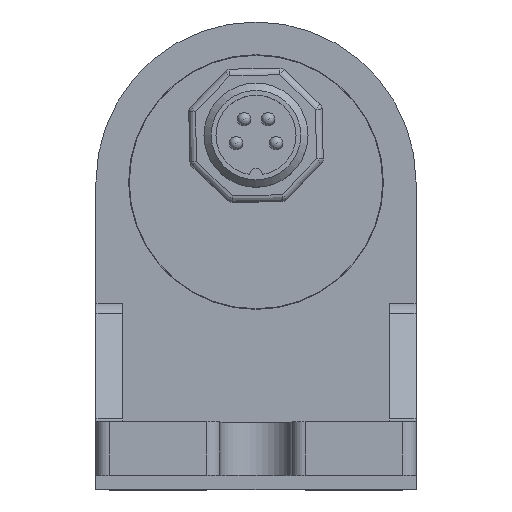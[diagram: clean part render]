
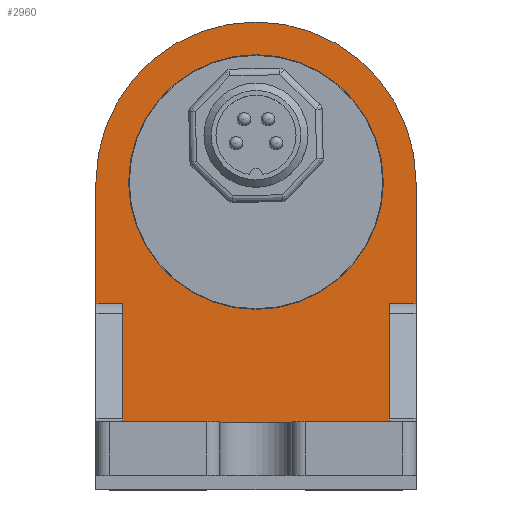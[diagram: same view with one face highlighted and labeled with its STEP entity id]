
A CAD part, top view. The second image highlights one B-rep face of the part: STEP entity #2960.
In plain terms, the highlighted planar face has unit normal (0, 0, 1).
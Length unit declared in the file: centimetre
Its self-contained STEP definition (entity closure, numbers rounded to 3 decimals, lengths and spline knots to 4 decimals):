
#1149=VERTEX_POINT('',#10324);
#1150=VERTEX_POINT('',#10326);
#1172=VERTEX_POINT('',#10385);
#1175=VERTEX_POINT('',#10390);
#1176=VERTEX_POINT('',#10397);
#1177=VERTEX_POINT('',#10399);
#1178=VERTEX_POINT('',#10403);
#1179=VERTEX_POINT('',#10405);
#1180=VERTEX_POINT('',#10410);
#1534=EDGE_CURVE('',#1150,#1149,#4227,.T.);
#1568=EDGE_CURVE('',#1175,#1172,#4246,.T.);
#1572=EDGE_CURVE('',#1176,#1177,#4249,.T.);
#1574=EDGE_CURVE('',#1178,#1175,#4250,.T.);
#1575=EDGE_CURVE('',#1179,#1178,#3803,.T.);
#1576=EDGE_CURVE('',#1177,#1179,#4251,.T.);
#1577=EDGE_CURVE('',#1176,#1150,#4252,.T.);
#1578=EDGE_CURVE('',#1149,#1172,#4253,.T.);
#1579=EDGE_CURVE('',#1180,#1180,#3804,.T.);
#2334=ORIENTED_EDGE('',*,*,#1568,.F.);
#2335=ORIENTED_EDGE('',*,*,#1574,.F.);
#2336=ORIENTED_EDGE('',*,*,#1575,.F.);
#2337=ORIENTED_EDGE('',*,*,#1576,.F.);
#2338=ORIENTED_EDGE('',*,*,#1572,.F.);
#2339=ORIENTED_EDGE('',*,*,#1577,.T.);
#2340=ORIENTED_EDGE('',*,*,#1534,.T.);
#2341=ORIENTED_EDGE('',*,*,#1578,.T.);
#2342=ORIENTED_EDGE('',*,*,#1579,.F.);
#2588=EDGE_LOOP('',(#2334,#2335,#2336,#2337,#2338,#2339,#2340,#2341));
#2589=EDGE_LOOP('',(#2342));
#2788=FACE_BOUND('',#2588,.T.);
#2789=FACE_BOUND('',#2589,.T.);
#2960=ADVANCED_FACE('',(#2788,#2789),#7408,.T.);
#3803=CIRCLE('',#6951,1.2);
#3804=CIRCLE('',#6952,0.955);
#4227=LINE('',#10325,#7290);
#4246=LINE('',#10391,#7309);
#4249=LINE('',#10398,#7312);
#4250=LINE('',#10402,#7313);
#4251=LINE('',#10406,#7314);
#4252=LINE('',#10407,#7315);
#4253=LINE('',#10408,#7316);
#6950=AXIS2_PLACEMENT_3D('',#10401,#8724,$);
#6951=AXIS2_PLACEMENT_3D('',#10404,#8726,#8727);
#6952=AXIS2_PLACEMENT_3D('',#10409,#8731,#8732);
#7290=VECTOR('',#8654,1.);
#7309=VECTOR('',#8713,1.);
#7312=VECTOR('',#8721,1.);
#7313=VECTOR('',#8725,1.);
#7314=VECTOR('',#8728,1.);
#7315=VECTOR('',#8729,1.);
#7316=VECTOR('',#8730,1.);
#7408=PLANE('',#6950);
#8654=DIRECTION('',(1.,0.,0.));
#8713=DIRECTION('',(-1.,0.,0.));
#8721=DIRECTION('',(-1.,0.,0.));
#8724=DIRECTION('',(0.,0.,1.));
#8725=DIRECTION('',(0.,-1.,0.));
#8726=DIRECTION('',(0.,0.,-1.));
#8727=DIRECTION('',(-1.2,0.,0.));
#8728=DIRECTION('',(0.,1.,0.));
#8729=DIRECTION('',(0.,-1.,0.));
#8730=DIRECTION('',(0.,1.,0.));
#8731=DIRECTION('',(0.,0.,1.));
#8732=DIRECTION('',(-0.955,0.,0.));
#10324=CARTESIAN_POINT('',(1.,-1.8,59.42));
#10325=CARTESIAN_POINT('',(0.,-1.8,59.42));
#10326=CARTESIAN_POINT('',(-1.,-1.8,59.42));
#10385=CARTESIAN_POINT('',(1.,-0.9078,59.42));
#10390=CARTESIAN_POINT('',(1.2,-0.9078,59.42));
#10391=CARTESIAN_POINT('',(0.6,-0.9078,59.42));
#10397=CARTESIAN_POINT('',(-1.,-0.9078,59.42));
#10398=CARTESIAN_POINT('',(-0.5,-0.9078,59.42));
#10399=CARTESIAN_POINT('',(-1.2,-0.9078,59.42));
#10401=CARTESIAN_POINT('',(0.,-0.7118,59.42));
#10402=CARTESIAN_POINT('',(1.2,0.,59.42));
#10403=CARTESIAN_POINT('',(1.2,0.,59.42));
#10404=CARTESIAN_POINT('',(0.,0.,59.42));
#10405=CARTESIAN_POINT('',(-1.2,0.,59.42));
#10406=CARTESIAN_POINT('',(-1.2,-2.2,59.42));
#10407=CARTESIAN_POINT('',(-1.,-1.0709,59.42));
#10408=CARTESIAN_POINT('',(1.,-1.0709,59.42));
#10409=CARTESIAN_POINT('',(0.,0.,59.42));
#10410=CARTESIAN_POINT('',(-0.955,0.,59.42));
